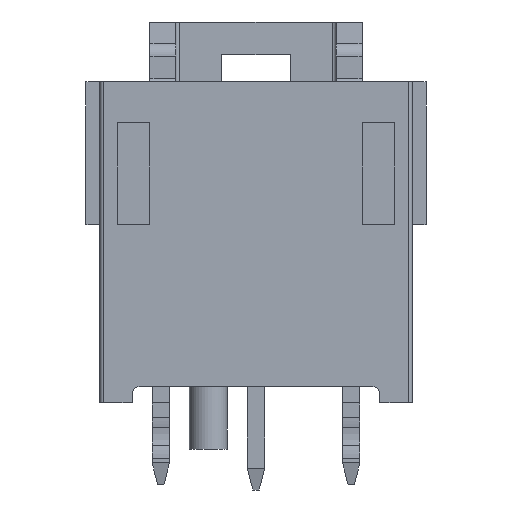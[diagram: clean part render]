
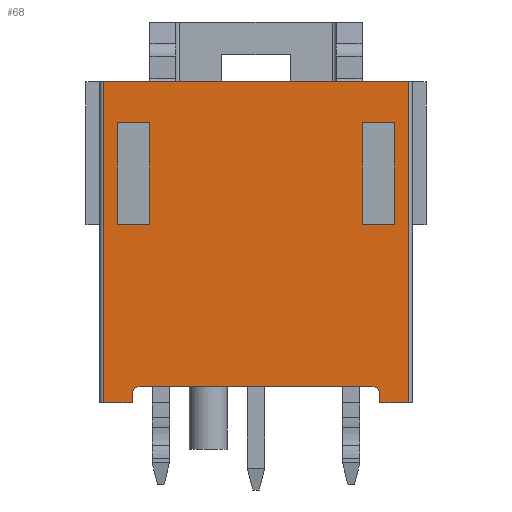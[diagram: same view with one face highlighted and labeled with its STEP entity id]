
A CAD part, front view. The second image highlights one B-rep face of the part: STEP entity #68.
In plain terms, the highlighted planar face has unit normal (0, -1, 0).
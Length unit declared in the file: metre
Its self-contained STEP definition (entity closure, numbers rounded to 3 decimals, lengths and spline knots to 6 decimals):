
#68 = ADVANCED_FACE( '', ( #465, #466, #467 ), #468, .F. );
#465 = FACE_OUTER_BOUND( '', #1233, .T. );
#466 = FACE_BOUND( '', #1234, .T. );
#467 = FACE_BOUND( '', #1235, .T. );
#468 = PLANE( '', #1236 );
#1233 = EDGE_LOOP( '', ( #2135, #2136, #2137, #2138, #2139, #2140, #2141, #2142, #2143, #2144 ) );
#1234 = EDGE_LOOP( '', ( #2145, #2146, #2147, #2148 ) );
#1235 = EDGE_LOOP( '', ( #2149, #2150, #2151, #2152 ) );
#1236 = AXIS2_PLACEMENT_3D( '', #2153, #2154, #2155 );
#2135 = ORIENTED_EDGE( '', *, *, #5196, .F. );
#2136 = ORIENTED_EDGE( '', *, *, #5197, .T. );
#2137 = ORIENTED_EDGE( '', *, *, #5198, .T. );
#2138 = ORIENTED_EDGE( '', *, *, #5199, .T. );
#2139 = ORIENTED_EDGE( '', *, *, #5179, .T. );
#2140 = ORIENTED_EDGE( '', *, *, #5200, .F. );
#2141 = ORIENTED_EDGE( '', *, *, #5201, .F. );
#2142 = ORIENTED_EDGE( '', *, *, #5202, .T. );
#2143 = ORIENTED_EDGE( '', *, *, #5203, .F. );
#2144 = ORIENTED_EDGE( '', *, *, #5204, .T. );
#2145 = ORIENTED_EDGE( '', *, *, #5205, .F. );
#2146 = ORIENTED_EDGE( '', *, *, #5206, .F. );
#2147 = ORIENTED_EDGE( '', *, *, #5207, .F. );
#2148 = ORIENTED_EDGE( '', *, *, #5208, .F. );
#2149 = ORIENTED_EDGE( '', *, *, #5209, .F. );
#2150 = ORIENTED_EDGE( '', *, *, #5210, .F. );
#2151 = ORIENTED_EDGE( '', *, *, #5211, .F. );
#2152 = ORIENTED_EDGE( '', *, *, #5212, .F. );
#2153 = CARTESIAN_POINT( '', ( 0., -0.005, 0. ) );
#2154 = DIRECTION( '', ( 0., 1., 0. ) );
#2155 = DIRECTION( '', ( 1., 0., 0. ) );
#5179 = EDGE_CURVE( '', #6269, #6267, #6270, .T. );
#5196 = EDGE_CURVE( '', #6300, #6301, #6302, .T. );
#5197 = EDGE_CURVE( '', #6300, #6303, #6304, .T. );
#5198 = EDGE_CURVE( '', #6303, #6305, #6306, .T. );
#5199 = EDGE_CURVE( '', #6305, #6269, #6307, .T. );
#5200 = EDGE_CURVE( '', #6308, #6267, #6309, .T. );
#5201 = EDGE_CURVE( '', #6310, #6308, #6311, .T. );
#5202 = EDGE_CURVE( '', #6310, #6312, #6313, .T. );
#5203 = EDGE_CURVE( '', #6314, #6312, #6315, .T. );
#5204 = EDGE_CURVE( '', #6314, #6301, #6316, .T. );
#5205 = EDGE_CURVE( '', #6317, #6318, #6319, .T. );
#5206 = EDGE_CURVE( '', #6320, #6317, #6321, .T. );
#5207 = EDGE_CURVE( '', #6322, #6320, #6323, .T. );
#5208 = EDGE_CURVE( '', #6318, #6322, #6324, .T. );
#5209 = EDGE_CURVE( '', #6325, #6326, #6327, .T. );
#5210 = EDGE_CURVE( '', #6328, #6325, #6329, .T. );
#5211 = EDGE_CURVE( '', #6330, #6328, #6331, .T. );
#5212 = EDGE_CURVE( '', #6326, #6330, #6332, .T. );
#6267 = VERTEX_POINT( '', #8022 );
#6269 = VERTEX_POINT( '', #8025 );
#6270 = CIRCLE( '', #8026, 0.00025 );
#6300 = VERTEX_POINT( '', #8073 );
#6301 = VERTEX_POINT( '', #8074 );
#6302 = LINE( '', #8075, #8076 );
#6303 = VERTEX_POINT( '', #8077 );
#6304 = LINE( '', #8078, #8079 );
#6305 = VERTEX_POINT( '', #8080 );
#6306 = CIRCLE( '', #8081, 0.00025 );
#6307 = LINE( '', #8082, #8083 );
#6308 = VERTEX_POINT( '', #8084 );
#6309 = LINE( '', #8085, #8086 );
#6310 = VERTEX_POINT( '', #8087 );
#6311 = LINE( '', #8088, #8089 );
#6312 = VERTEX_POINT( '', #8090 );
#6313 = LINE( '', #8091, #8092 );
#6314 = VERTEX_POINT( '', #8093 );
#6315 = LINE( '', #8094, #8095 );
#6316 = LINE( '', #8096, #8097 );
#6317 = VERTEX_POINT( '', #8098 );
#6318 = VERTEX_POINT( '', #8099 );
#6319 = LINE( '', #8100, #8101 );
#6320 = VERTEX_POINT( '', #8102 );
#6321 = LINE( '', #8103, #8104 );
#6322 = VERTEX_POINT( '', #8105 );
#6323 = LINE( '', #8106, #8107 );
#6324 = LINE( '', #8108, #8109 );
#6325 = VERTEX_POINT( '', #8110 );
#6326 = VERTEX_POINT( '', #8111 );
#6327 = LINE( '', #8112, #8113 );
#6328 = VERTEX_POINT( '', #8114 );
#6329 = LINE( '', #8115, #8116 );
#6330 = VERTEX_POINT( '', #8117 );
#6331 = LINE( '', #8118, #8119 );
#6332 = LINE( '', #8120, #8121 );
#8022 = CARTESIAN_POINT( '', ( 0.00455, -0.005, -0.00555 ) );
#8025 = CARTESIAN_POINT( '', ( 0.0043, -0.005, -0.0053 ) );
#8026 = AXIS2_PLACEMENT_3D( '', #10385, #10386, #10387 );
#8073 = CARTESIAN_POINT( '', ( -0.00455, -0.005, -0.0059 ) );
#8074 = CARTESIAN_POINT( '', ( -0.0056, -0.005, -0.0059 ) );
#8075 = CARTESIAN_POINT( '', ( -0.00455, -0.005, -0.0059 ) );
#8076 = VECTOR( '', #10403, 1. );
#8077 = CARTESIAN_POINT( '', ( -0.00455, -0.005, -0.00555 ) );
#8078 = CARTESIAN_POINT( '', ( -0.00455, -0.005, -0.0059 ) );
#8079 = VECTOR( '', #10404, 1. );
#8080 = CARTESIAN_POINT( '', ( -0.0043, -0.005, -0.0053 ) );
#8081 = AXIS2_PLACEMENT_3D( '', #10405, #10406, #10407 );
#8082 = CARTESIAN_POINT( '', ( -0.0043, -0.005, -0.0053 ) );
#8083 = VECTOR( '', #10408, 1. );
#8084 = CARTESIAN_POINT( '', ( 0.00455, -0.005, -0.0059 ) );
#8085 = CARTESIAN_POINT( '', ( 0.00455, -0.005, -0.0059 ) );
#8086 = VECTOR( '', #10409, 1. );
#8087 = CARTESIAN_POINT( '', ( 0.0056, -0.005, -0.0059 ) );
#8088 = CARTESIAN_POINT( '', ( 0.0056, -0.005, -0.0059 ) );
#8089 = VECTOR( '', #10410, 1. );
#8090 = CARTESIAN_POINT( '', ( 0.0056, -0.005, 0.0059 ) );
#8091 = CARTESIAN_POINT( '', ( 0.0056, -0.005, -0.0059 ) );
#8092 = VECTOR( '', #10411, 1. );
#8093 = CARTESIAN_POINT( '', ( -0.0056, -0.005, 0.0059 ) );
#8094 = CARTESIAN_POINT( '', ( -0.0056, -0.005, 0.0059 ) );
#8095 = VECTOR( '', #10412, 1. );
#8096 = CARTESIAN_POINT( '', ( -0.0056, -0.005, 0.0059 ) );
#8097 = VECTOR( '', #10413, 1. );
#8098 = CARTESIAN_POINT( '', ( -0.0039, -0.005, 0.0044 ) );
#8099 = CARTESIAN_POINT( '', ( -0.0051, -0.005, 0.0044 ) );
#8100 = CARTESIAN_POINT( '', ( -0.0039, -0.005, 0.0044 ) );
#8101 = VECTOR( '', #10414, 1. );
#8102 = CARTESIAN_POINT( '', ( -0.0039, -0.005, 0.00066 ) );
#8103 = CARTESIAN_POINT( '', ( -0.0039, -0.005, 0.00066 ) );
#8104 = VECTOR( '', #10415, 1. );
#8105 = CARTESIAN_POINT( '', ( -0.0051, -0.005, 0.00066 ) );
#8106 = CARTESIAN_POINT( '', ( -0.0051, -0.005, 0.00066 ) );
#8107 = VECTOR( '', #10416, 1. );
#8108 = CARTESIAN_POINT( '', ( -0.0051, -0.005, 0.0044 ) );
#8109 = VECTOR( '', #10417, 1. );
#8110 = CARTESIAN_POINT( '', ( 0.0051, -0.005, 0.00066 ) );
#8111 = CARTESIAN_POINT( '', ( 0.0051, -0.005, 0.0044 ) );
#8112 = CARTESIAN_POINT( '', ( 0.0051, -0.005, 0.00066 ) );
#8113 = VECTOR( '', #10418, 1. );
#8114 = CARTESIAN_POINT( '', ( 0.0039, -0.005, 0.00066 ) );
#8115 = CARTESIAN_POINT( '', ( 0.0039, -0.005, 0.00066 ) );
#8116 = VECTOR( '', #10419, 1. );
#8117 = CARTESIAN_POINT( '', ( 0.0039, -0.005, 0.0044 ) );
#8118 = CARTESIAN_POINT( '', ( 0.0039, -0.005, 0.0044 ) );
#8119 = VECTOR( '', #10420, 1. );
#8120 = CARTESIAN_POINT( '', ( 0.0051, -0.005, 0.0044 ) );
#8121 = VECTOR( '', #10421, 1. );
#10385 = CARTESIAN_POINT( '', ( 0.0043, -0.005, -0.00555 ) );
#10386 = DIRECTION( '', ( 0., 1., 0. ) );
#10387 = DIRECTION( '', ( 0., 0., 1. ) );
#10403 = DIRECTION( '', ( -1., 0., 0. ) );
#10404 = DIRECTION( '', ( 0., 0., 1. ) );
#10405 = CARTESIAN_POINT( '', ( -0.0043, -0.005, -0.00555 ) );
#10406 = DIRECTION( '', ( 0., 1., 0. ) );
#10407 = DIRECTION( '', ( -1., 0., 0. ) );
#10408 = DIRECTION( '', ( 1., 0., 0. ) );
#10409 = DIRECTION( '', ( 0., 0., 1. ) );
#10410 = DIRECTION( '', ( -1., 0., 0. ) );
#10411 = DIRECTION( '', ( 0., 0., 1. ) );
#10412 = DIRECTION( '', ( 1., 0., 0. ) );
#10413 = DIRECTION( '', ( 0., 0., -1. ) );
#10414 = DIRECTION( '', ( -1., 0., 0. ) );
#10415 = DIRECTION( '', ( 0., 0., 1. ) );
#10416 = DIRECTION( '', ( 1., 0., 0. ) );
#10417 = DIRECTION( '', ( 0., 0., -1. ) );
#10418 = DIRECTION( '', ( 0., 0., 1. ) );
#10419 = DIRECTION( '', ( 1., 0., 0. ) );
#10420 = DIRECTION( '', ( 0., 0., -1. ) );
#10421 = DIRECTION( '', ( -1., 0., 0. ) );
